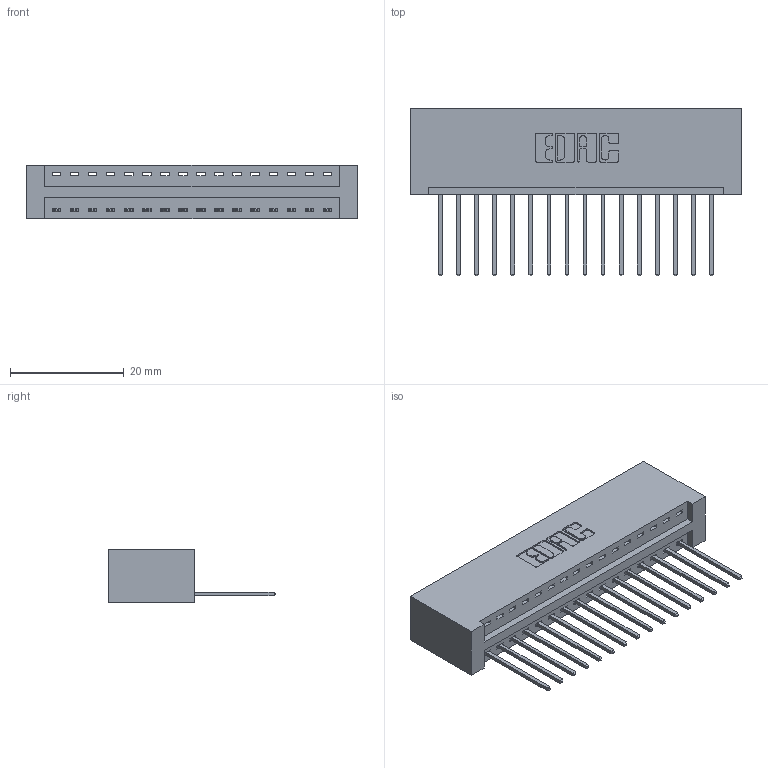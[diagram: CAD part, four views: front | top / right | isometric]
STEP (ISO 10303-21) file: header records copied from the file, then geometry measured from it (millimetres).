
FILE_DESCRIPTION (( 'STEP AP203' ), '1' );
FILE_NAME ('396-016-540-101.STEP', '2019-10-26T18:20:20', ( '' ), ( '' ), 'SwSTEP 2.0', 'SolidWorks 2016', '' );
FILE_SCHEMA (( 'CONFIG_CONTROL_DESIGN' ));
Length unit declared in the file: inch
Products named in the file (3): 345-292-001_345-293-140; 346 Part_No Mounting Lugs; 396-016-540-101
Assembly tree (17 placements, depth 2):
  396-016-540-101
    346 Part_No Mounting Lugs
    345-292-001_345-293-140  x16
Bounding box: 58.04 x 29.46 x 9.4 mm (x, y, z)
Volume: 5947.6 mm3; surface area: 7386.4 mm2
Topology: 17 solids, 17 shells, 1042 faces, 3121 edges, 2058 vertices
Faces by surface type: plane 712, cylinder 330
Entity records: 13171 total; most frequent: CARTESIAN_POINT 2272, ORIENTED_EDGE 2222, DIRECTION 2031, EDGE_CURVE 1111, LINE 923, VECTOR 923, VERTEX_POINT 738, AXIS2_PLACEMENT_3D 554
